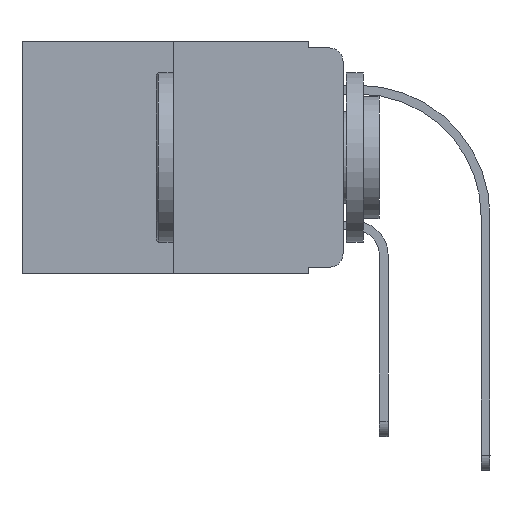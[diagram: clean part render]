
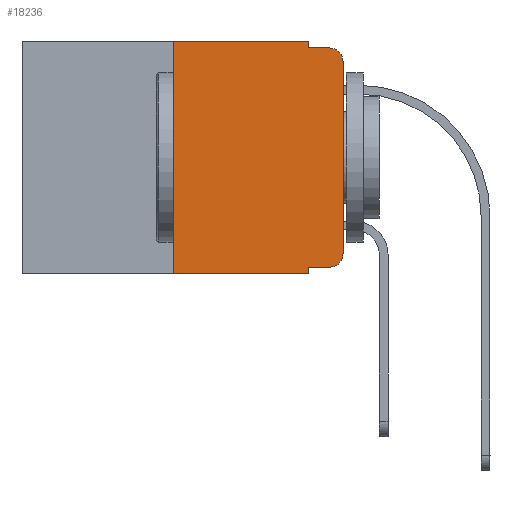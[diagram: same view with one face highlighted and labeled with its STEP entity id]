
A CAD part, left-side view. The second image highlights one B-rep face of the part: STEP entity #18236.
In plain terms, the highlighted planar face has unit normal (-1, 0, 0).
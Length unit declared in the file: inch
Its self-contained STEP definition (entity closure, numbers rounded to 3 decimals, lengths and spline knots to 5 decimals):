
#145 = ORIENTED_EDGE ( 'NONE', *, *, #18514, .T. ) ;
#167 = EDGE_CURVE ( 'NONE', #3974, #15610, #18857, .T. ) ;
#400 = VECTOR ( 'NONE', #23814, 39.37008 ) ;
#707 = ORIENTED_EDGE ( 'NONE', *, *, #14373, .T. ) ;
#803 = VECTOR ( 'NONE', #7804, 39.37008 ) ;
#1166 = DIRECTION ( 'NONE',  ( -1., 0., 0. ) ) ;
#1310 = CARTESIAN_POINT ( 'NONE',  ( 0., 0.051, -0.333 ) ) ;
#1331 = DIRECTION ( 'NONE',  ( 0., 0., -1. ) ) ;
#2042 = ORIENTED_EDGE ( 'NONE', *, *, #9308, .T. ) ;
#2335 = CARTESIAN_POINT ( 'NONE',  ( 0., 0.02, -0.03 ) ) ;
#2410 = LINE ( 'NONE', #22019, #400 ) ;
#2519 = LINE ( 'NONE', #19824, #13719 ) ;
#2783 = ORIENTED_EDGE ( 'NONE', *, *, #16092, .F. ) ;
#3012 = VERTEX_POINT ( 'NONE', #8194 ) ;
#3591 = CARTESIAN_POINT ( 'NONE',  ( 0., 0.02, -0.313 ) ) ;
#3674 = EDGE_CURVE ( 'NONE', #21353, #3012, #23137, .T. ) ;
#3917 = DIRECTION ( 'NONE',  ( 0., -1., 0. ) ) ;
#3974 = VERTEX_POINT ( 'NONE', #21016 ) ;
#4295 = LINE ( 'NONE', #8019, #4322 ) ;
#4322 = VECTOR ( 'NONE', #3917, 39.37008 ) ;
#4370 = CARTESIAN_POINT ( 'NONE',  ( 0., 0.02, -0.333 ) ) ;
#5028 = DIRECTION ( 'NONE',  ( 0., -1., 0. ) ) ;
#5291 = CARTESIAN_POINT ( 'NONE',  ( 0., 0.051, -0.01 ) ) ;
#5687 = ORIENTED_EDGE ( 'NONE', *, *, #3674, .F. ) ;
#5763 = LINE ( 'NONE', #13443, #803 ) ;
#6669 = CIRCLE ( 'NONE', #21414, 0.02 ) ;
#7613 = VERTEX_POINT ( 'NONE', #15431 ) ;
#7804 = DIRECTION ( 'NONE',  ( 0., 0., 1. ) ) ;
#7827 = VECTOR ( 'NONE', #11334, 39.37008 ) ;
#8019 = CARTESIAN_POINT ( 'NONE',  ( 0., 0.473, -0.343 ) ) ;
#8175 = ORIENTED_EDGE ( 'NONE', *, *, #9195, .F. ) ;
#8194 = CARTESIAN_POINT ( 'NONE',  ( 0., 0.25, 0. ) ) ;
#8571 = ORIENTED_EDGE ( 'NONE', *, *, #19489, .F. ) ;
#8741 = VECTOR ( 'NONE', #5028, 39.37008 ) ;
#8986 = DIRECTION ( 'NONE',  ( 0., 0., -1. ) ) ;
#9195 = EDGE_CURVE ( 'NONE', #3974, #7613, #9278, .T. ) ;
#9278 = LINE ( 'NONE', #18878, #19142 ) ;
#9308 = EDGE_CURVE ( 'NONE', #16146, #15565, #24071, .T. ) ;
#9835 = CARTESIAN_POINT ( 'NONE',  ( 0., 0.051, 0. ) ) ;
#11334 = DIRECTION ( 'NONE',  ( 0., 0., 1. ) ) ;
#11686 = DIRECTION ( 'NONE',  ( 0., -1., 0. ) ) ;
#11789 = CARTESIAN_POINT ( 'NONE',  ( 0., 0.02, -0.01 ) ) ;
#11878 = CARTESIAN_POINT ( 'NONE',  ( 0., 0., -0.03 ) ) ;
#12027 = CARTESIAN_POINT ( 'NONE',  ( 0., 0.25, -0.343 ) ) ;
#12055 = CARTESIAN_POINT ( 'NONE',  ( 0., 0.051, -0.01 ) ) ;
#12184 = LINE ( 'NONE', #12055, #14083 ) ;
#12991 = AXIS2_PLACEMENT_3D ( 'NONE', #2335, #15406, #25169 ) ;
#13443 = CARTESIAN_POINT ( 'NONE',  ( 0., 0., 0. ) ) ;
#13719 = VECTOR ( 'NONE', #14653, 39.37008 ) ;
#13728 = PLANE ( 'NONE',  #19358 ) ;
#13801 = ORIENTED_EDGE ( 'NONE', *, *, #15955, .T. ) ;
#14083 = VECTOR ( 'NONE', #11686, 39.37008 ) ;
#14373 = EDGE_CURVE ( 'NONE', #21353, #7613, #4295, .T. ) ;
#14653 = DIRECTION ( 'NONE',  ( 0., -1., 0. ) ) ;
#15406 = DIRECTION ( 'NONE',  ( -1., 0., 0. ) ) ;
#15431 = CARTESIAN_POINT ( 'NONE',  ( 0., 0.051, -0.343 ) ) ;
#15458 = VERTEX_POINT ( 'NONE', #5291 ) ;
#15565 = VERTEX_POINT ( 'NONE', #11789 ) ;
#15610 = VERTEX_POINT ( 'NONE', #4370 ) ;
#15955 = EDGE_CURVE ( 'NONE', #24636, #16146, #5763, .T. ) ;
#16092 = EDGE_CURVE ( 'NONE', #20415, #15458, #2410, .T. ) ;
#16146 = VERTEX_POINT ( 'NONE', #11878 ) ;
#17212 = ORIENTED_EDGE ( 'NONE', *, *, #167, .T. ) ;
#17844 = ORIENTED_EDGE ( 'NONE', *, *, #20335, .F. ) ;
#18236 = ADVANCED_FACE ( 'NONE', ( #23477 ), #13728, .F. ) ;
#18504 = CARTESIAN_POINT ( 'NONE',  ( 0., 0., -0.313 ) ) ;
#18514 = EDGE_CURVE ( 'NONE', #15610, #24636, #6669, .T. ) ;
#18857 = LINE ( 'NONE', #1310, #8741 ) ;
#18878 = CARTESIAN_POINT ( 'NONE',  ( 0., 0.051, 0. ) ) ;
#19142 = VECTOR ( 'NONE', #1331, 39.37008 ) ;
#19358 = AXIS2_PLACEMENT_3D ( 'NONE', #21557, #24238, #24114 ) ;
#19489 = EDGE_CURVE ( 'NONE', #15458, #15565, #12184, .T. ) ;
#19824 = CARTESIAN_POINT ( 'NONE',  ( 0., 0.473, 0. ) ) ;
#20014 = EDGE_LOOP ( 'NONE', ( #13801, #2042, #8571, #2783, #17844, #5687, #707, #8175, #17212, #145 ) ) ;
#20335 = EDGE_CURVE ( 'NONE', #3012, #20415, #2519, .T. ) ;
#20415 = VERTEX_POINT ( 'NONE', #9835 ) ;
#21016 = CARTESIAN_POINT ( 'NONE',  ( 0., 0.051, -0.333 ) ) ;
#21353 = VERTEX_POINT ( 'NONE', #12027 ) ;
#21414 = AXIS2_PLACEMENT_3D ( 'NONE', #3591, #1166, #8986 ) ;
#21557 = CARTESIAN_POINT ( 'NONE',  ( 0., 0.473, 0. ) ) ;
#22019 = CARTESIAN_POINT ( 'NONE',  ( 0., 0.051, 0. ) ) ;
#22881 = CARTESIAN_POINT ( 'NONE',  ( 0., 0.25, 0. ) ) ;
#23137 = LINE ( 'NONE', #22881, #7827 ) ;
#23477 = FACE_OUTER_BOUND ( 'NONE', #20014, .T. ) ;
#23814 = DIRECTION ( 'NONE',  ( 0., 0., -1. ) ) ;
#24071 = CIRCLE ( 'NONE', #12991, 0.02 ) ;
#24114 = DIRECTION ( 'NONE',  ( 0., 0., -1. ) ) ;
#24238 = DIRECTION ( 'NONE',  ( 1., 0., 0. ) ) ;
#24636 = VERTEX_POINT ( 'NONE', #18504 ) ;
#25169 = DIRECTION ( 'NONE',  ( 0., 0., -1. ) ) ;
